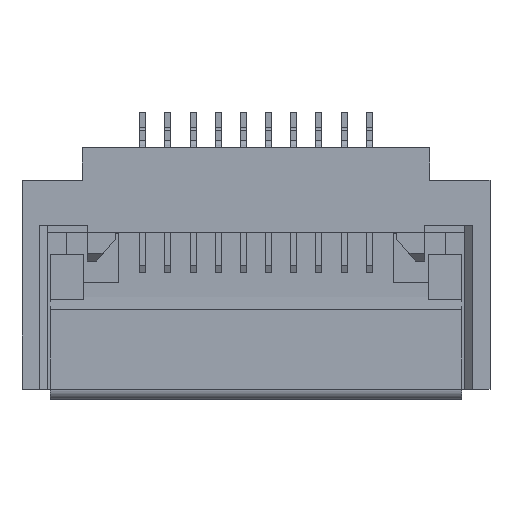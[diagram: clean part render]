
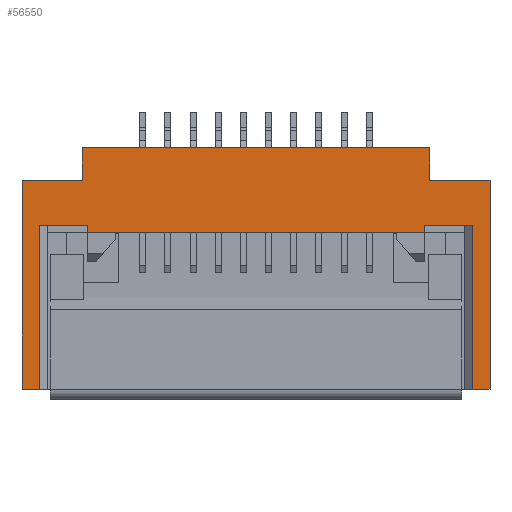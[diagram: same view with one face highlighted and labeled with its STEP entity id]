
A CAD part, top view. The second image highlights one B-rep face of the part: STEP entity #56550.
In plain terms, the highlighted planar face has unit normal (0, 0, 1).
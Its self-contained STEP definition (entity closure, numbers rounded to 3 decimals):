
#9680=CARTESIAN_POINT('',(-3.355,0.548,1.75));
#9690=DIRECTION('',(0.,1.,0.));
#9700=VECTOR('',#9690,1.);
#9710=LINE('',#9680,#9700);
#9720=CARTESIAN_POINT('',(-3.355,0.82,1.75));
#9730=VERTEX_POINT('',#9720);
#9740=CARTESIAN_POINT('',(-3.355,0.96,1.75));
#9750=VERTEX_POINT('',#9740);
#9760=EDGE_CURVE('',#9730,#9750,#9710,.T.);
#10530=CARTESIAN_POINT('',(-4.295,0.96,1.75));
#10540=VERTEX_POINT('',#10530);
#10570=CARTESIAN_POINT('',(-3.935,0.96,1.75));
#10580=DIRECTION('',(-1.,0.,0.));
#10590=VECTOR('',#10580,1.);
#10600=LINE('',#10570,#10590);
#10610=EDGE_CURVE('',#9750,#10540,#10600,.T.);
#10820=CARTESIAN_POINT('',(-4.295,-2.3,1.75));
#10830=VERTEX_POINT('',#10820);
#10880=CARTESIAN_POINT('',(-4.295,0.548,1.75));
#10890=DIRECTION('',(0.,-1.,0.));
#10900=VECTOR('',#10890,1.);
#10910=LINE('',#10880,#10900);
#10920=EDGE_CURVE('',#10540,#10830,#10910,.T.);
#11390=CARTESIAN_POINT('',(-4.65,-2.3,1.75));
#11400=VERTEX_POINT('',#11390);
#11430=CARTESIAN_POINT('',(-2.558,-2.3,1.75));
#11440=DIRECTION('',(1.,0.,0.));
#11450=VECTOR('',#11440,1.);
#11460=LINE('',#11430,#11450);
#11470=EDGE_CURVE('',#11400,#10830,#11460,.T.);
#21550=CARTESIAN_POINT('',(-4.65,1.85,1.75));
#21560=VERTEX_POINT('',#21550);
#22440=CARTESIAN_POINT('',(-3.45,1.85,1.75));
#22450=VERTEX_POINT('',#22440);
#22480=CARTESIAN_POINT('',(-3.935,1.85,1.75));
#22490=DIRECTION('',(-1.,0.,0.));
#22500=VECTOR('',#22490,1.);
#22510=LINE('',#22480,#22500);
#22520=EDGE_CURVE('',#22450,#21560,#22510,.T.);
#26040=CARTESIAN_POINT('',(-4.65,2.033,1.75));
#26050=DIRECTION('',(0.,-1.,0.));
#26060=VECTOR('',#26050,1.);
#26070=LINE('',#26040,#26060);
#26080=EDGE_CURVE('',#21560,#11400,#26070,.T.);
#40910=CARTESIAN_POINT('',(-3.45,2.5,1.75));
#40920=VERTEX_POINT('',#40910);
#40950=CARTESIAN_POINT('',(-3.45,0.548,1.75));
#40960=DIRECTION('',(0.,-1.,0.));
#40970=VECTOR('',#40960,1.);
#40980=LINE('',#40950,#40970);
#40990=EDGE_CURVE('',#40920,#22450,#40980,.T.);
#55710=CARTESIAN_POINT('',(-10.935,1.7,1.75));
#55720=DIRECTION('',(0.,-0.,1.));
#55730=DIRECTION('',(0.,1.,0.));
#55740=AXIS2_PLACEMENT_3D('',#55710,#55720,#55730);
#55750=PLANE('',#55740);
#55760=CARTESIAN_POINT('',(3.45,0.548,1.75));
#55770=DIRECTION('',(0.,-1.,0.));
#55780=VECTOR('',#55770,1.);
#55790=LINE('',#55760,#55780);
#55800=CARTESIAN_POINT('',(3.45,2.5,1.75));
#55810=VERTEX_POINT('',#55800);
#55820=CARTESIAN_POINT('',(3.45,1.85,1.75));
#55830=VERTEX_POINT('',#55820);
#55840=EDGE_CURVE('',#55810,#55830,#55790,.T.);
#55850=ORIENTED_EDGE('',*,*,#55840,.F.);
#55860=CARTESIAN_POINT('',(3.935,1.85,1.75));
#55870=DIRECTION('',(1.,0.,0.));
#55880=VECTOR('',#55870,1.);
#55890=LINE('',#55860,#55880);
#55900=CARTESIAN_POINT('',(4.65,1.85,1.75));
#55910=VERTEX_POINT('',#55900);
#55920=EDGE_CURVE('',#55830,#55910,#55890,.T.);
#55930=ORIENTED_EDGE('',*,*,#55920,.F.);
#55940=CARTESIAN_POINT('',(4.65,2.033,1.75));
#55950=DIRECTION('',(0.,-1.,0.));
#55960=VECTOR('',#55950,1.);
#55970=LINE('',#55940,#55960);
#55980=CARTESIAN_POINT('',(4.65,-2.3,1.75));
#55990=VERTEX_POINT('',#55980);
#56000=EDGE_CURVE('',#55910,#55990,#55970,.T.);
#56010=ORIENTED_EDGE('',*,*,#56000,.F.);
#56020=CARTESIAN_POINT('',(2.558,-2.3,1.75));
#56030=DIRECTION('',(-1.,0.,0.));
#56040=VECTOR('',#56030,1.);
#56050=LINE('',#56020,#56040);
#56060=CARTESIAN_POINT('',(4.295,-2.3,1.75));
#56070=VERTEX_POINT('',#56060);
#56080=EDGE_CURVE('',#55990,#56070,#56050,.T.);
#56090=ORIENTED_EDGE('',*,*,#56080,.F.);
#56100=CARTESIAN_POINT('',(4.295,0.548,1.75));
#56110=DIRECTION('',(0.,-1.,0.));
#56120=VECTOR('',#56110,1.);
#56130=LINE('',#56100,#56120);
#56140=CARTESIAN_POINT('',(4.295,0.96,1.75));
#56150=VERTEX_POINT('',#56140);
#56160=EDGE_CURVE('',#56150,#56070,#56130,.T.);
#56170=ORIENTED_EDGE('',*,*,#56160,.T.);
#56180=CARTESIAN_POINT('',(3.935,0.96,1.75));
#56190=DIRECTION('',(1.,0.,0.));
#56200=VECTOR('',#56190,1.);
#56210=LINE('',#56180,#56200);
#56220=CARTESIAN_POINT('',(3.355,0.96,1.75));
#56230=VERTEX_POINT('',#56220);
#56240=EDGE_CURVE('',#56230,#56150,#56210,.T.);
#56250=ORIENTED_EDGE('',*,*,#56240,.T.);
#56260=CARTESIAN_POINT('',(3.355,0.548,1.75));
#56270=DIRECTION('',(0.,1.,0.));
#56280=VECTOR('',#56270,1.);
#56290=LINE('',#56260,#56280);
#56300=CARTESIAN_POINT('',(3.355,0.82,1.75));
#56310=VERTEX_POINT('',#56300);
#56320=EDGE_CURVE('',#56310,#56230,#56290,.T.);
#56330=ORIENTED_EDGE('',*,*,#56320,.T.);
#56340=CARTESIAN_POINT('',(9.73,0.82,1.75));
#56350=DIRECTION('',(1.,0.,0.));
#56360=VECTOR('',#56350,1.);
#56370=LINE('',#56340,#56360);
#56380=EDGE_CURVE('',#9730,#56310,#56370,.T.);
#56390=ORIENTED_EDGE('',*,*,#56380,.T.);
#56400=ORIENTED_EDGE('',*,*,#9760,.F.);
#56410=ORIENTED_EDGE('',*,*,#10610,.F.);
#56420=ORIENTED_EDGE('',*,*,#10920,.F.);
#56430=ORIENTED_EDGE('',*,*,#11470,.T.);
#56440=ORIENTED_EDGE('',*,*,#26080,.T.);
#56450=ORIENTED_EDGE('',*,*,#22520,.T.);
#56460=ORIENTED_EDGE('',*,*,#40990,.T.);
#56470=CARTESIAN_POINT('',(21.23,2.5,1.75));
#56480=DIRECTION('',(1.,0.,0.));
#56490=VECTOR('',#56480,1.);
#56500=LINE('',#56470,#56490);
#56510=EDGE_CURVE('',#40920,#55810,#56500,.T.);
#56520=ORIENTED_EDGE('',*,*,#56510,.F.);
#56530=EDGE_LOOP('',(#56520,#56460,#56450,#56440,#56430,#56420,#56410,
#56400,#56390,#56330,#56250,#56170,#56090,#56010,#55930,#55850));
#56540=FACE_OUTER_BOUND('',#56530,.T.);
#56550=ADVANCED_FACE('',(#56540),#55750,.T.);
